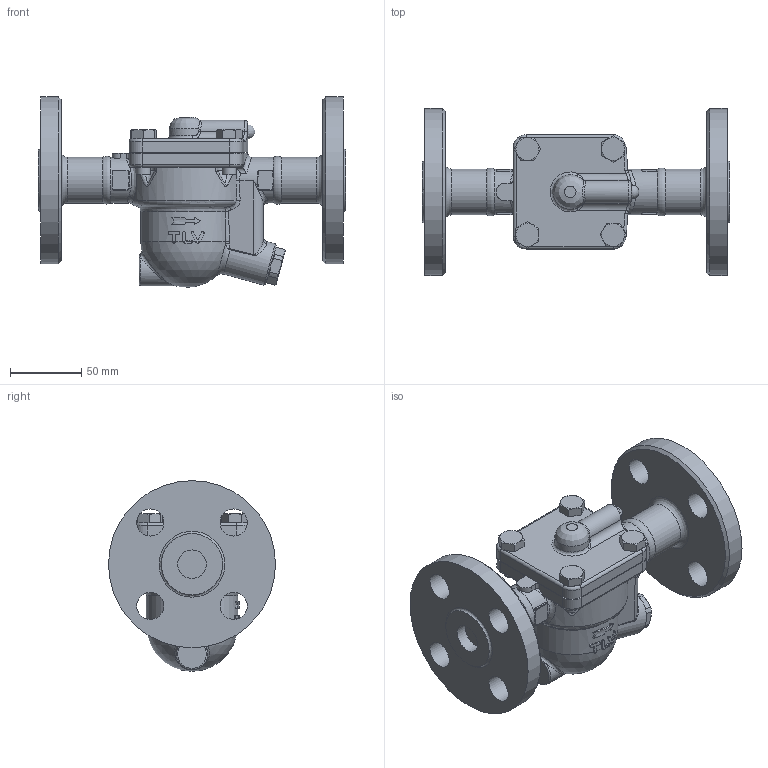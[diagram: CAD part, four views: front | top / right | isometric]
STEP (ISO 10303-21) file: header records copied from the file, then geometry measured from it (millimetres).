
FILE_DESCRIPTION((''),'2;1');
FILE_NAME('j3sx0-020-a0300-00.stp','2009-10-23T13:56:42',('nakaot'),(''),'Autodesk Inventor 2008','Autodesk Inventor 2008','');
FILE_SCHEMA(('AUTOMOTIVE_DESIGN { 1 0 10303 214 1 1 1 1 }'));
Length unit declared in the file: millimetre
Products named in the file (1): j3sx0-020-a0300-00
Bounding box: 215 x 117 x 133.5 mm (x, y, z)
Volume: 831278.2 mm3; surface area: 114034 mm2
Topology: 1 solids, 1 shells, 411 faces, 1051 edges, 647 vertices
Faces by surface type: cylinder 125, plane 112, bspline 92, cone 47, torus 30, sphere 5
Full cylindrical faces by diameter (mm): 10 x8, 20 x2, 30 x1, 32 x3, 56.5 x1, 117 x2
Entity records: 21275 total; most frequent: CARTESIAN_POINT 12303, ORIENTED_EDGE 1954, DIRECTION 1701, EDGE_CURVE 977, AXIS2_PLACEMENT_3D 709, VERTEX_POINT 629, EDGE_LOOP 496, FACE_OUTER_BOUND 411
